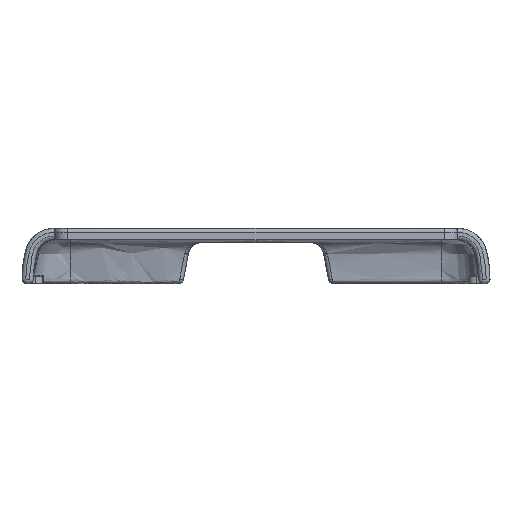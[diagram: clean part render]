
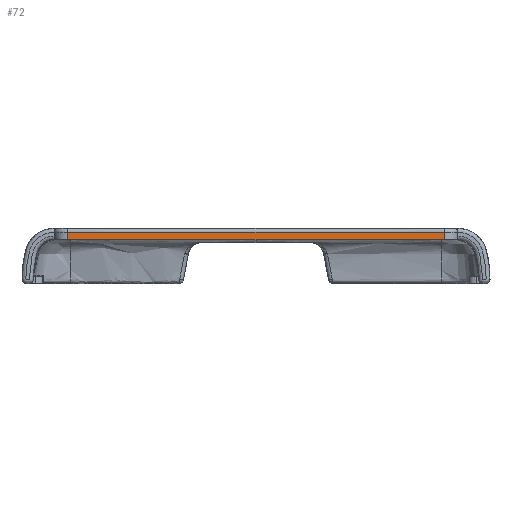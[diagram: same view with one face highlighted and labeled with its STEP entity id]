
A CAD part, front view. The second image highlights one B-rep face of the part: STEP entity #72.
In plain terms, the highlighted free-form (B-spline) face has degree [2, 1] with [5, 2] control points.
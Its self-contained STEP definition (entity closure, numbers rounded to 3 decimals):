
#72=ADVANCED_FACE('',(#207),#1961,.T.);
#207=FACE_OUTER_BOUND('',#342,.T.);
#342=EDGE_LOOP('',(#655,#656,#657,#658));
#655=ORIENTED_EDGE('',*,*,#1157,.F.);
#656=ORIENTED_EDGE('',*,*,#1167,.F.);
#657=ORIENTED_EDGE('',*,*,#1168,.T.);
#658=ORIENTED_EDGE('',*,*,#1164,.T.);
#1157=EDGE_CURVE('',#1756,#1762,#1529,.T.);
#1164=EDGE_CURVE('',#1767,#1762,#1536,.T.);
#1167=EDGE_CURVE('',#1769,#1756,#1539,.T.);
#1168=EDGE_CURVE('',#1769,#1767,#1540,.T.);
#1529=(
BOUNDED_CURVE()
B_SPLINE_CURVE(3,(#6166,#6167,#6168,#6169),.UNSPECIFIED.,.F.,.F.)
B_SPLINE_CURVE_WITH_KNOTS((4,4),(-41.664,0.),.UNSPECIFIED.)
CURVE()
GEOMETRIC_REPRESENTATION_ITEM()
RATIONAL_B_SPLINE_CURVE((1.,1.,1.,1.))
REPRESENTATION_ITEM('')
);
#1536=(
BOUNDED_CURVE()
B_SPLINE_CURVE(1,(#6206,#6207),.UNSPECIFIED.,.F.,.F.)
B_SPLINE_CURVE_WITH_KNOTS((2,2),(0.,0.838),.UNSPECIFIED.)
CURVE()
GEOMETRIC_REPRESENTATION_ITEM()
RATIONAL_B_SPLINE_CURVE((1.,1.))
REPRESENTATION_ITEM('')
);
#1539=(
BOUNDED_CURVE()
B_SPLINE_CURVE(1,(#6213,#6214),.UNSPECIFIED.,.F.,.F.)
B_SPLINE_CURVE_WITH_KNOTS((2,2),(0.,0.838),.UNSPECIFIED.)
CURVE()
GEOMETRIC_REPRESENTATION_ITEM()
RATIONAL_B_SPLINE_CURVE((1.,1.))
REPRESENTATION_ITEM('')
);
#1540=(
BOUNDED_CURVE()
B_SPLINE_CURVE(2,(#6215,#6216,#6217,#6218,#6219),.UNSPECIFIED.,.F.,.F.)
B_SPLINE_CURVE_WITH_KNOTS((3,2,3),(-20.832,0.,20.832),
 .UNSPECIFIED.)
CURVE()
GEOMETRIC_REPRESENTATION_ITEM()
RATIONAL_B_SPLINE_CURVE((1.,1.,1.,1.,1.))
REPRESENTATION_ITEM('')
);
#1756=VERTEX_POINT('',#5610);
#1762=VERTEX_POINT('',#5616);
#1767=VERTEX_POINT('',#5621);
#1769=VERTEX_POINT('',#5623);
#1961=(
BOUNDED_SURFACE()
B_SPLINE_SURFACE(2,1,((#2714,#2715),(#2716,#2717),(#2718,#2719),(#2720,
#2721),(#2722,#2723)),.UNSPECIFIED.,.F.,.F.,.F.)
B_SPLINE_SURFACE_WITH_KNOTS((3,2,3),(2,2),(-20.832,0.,20.832),
(0.,1.27),.UNSPECIFIED.)
GEOMETRIC_REPRESENTATION_ITEM()
RATIONAL_B_SPLINE_SURFACE(((1.,1.),(1.,1.),(1.,1.),(1.,1.),(1.,1.)))
REPRESENTATION_ITEM('')
SURFACE()
);
#2714=CARTESIAN_POINT('',(-20.832,0.31,4.351));
#2715=CARTESIAN_POINT('',(-20.832,0.31,5.621));
#2716=CARTESIAN_POINT('',(-10.416,0.31,4.351));
#2717=CARTESIAN_POINT('',(-10.416,0.31,5.621));
#2718=CARTESIAN_POINT('',(0.,0.31,4.351));
#2719=CARTESIAN_POINT('',(0.,0.31,5.621));
#2720=CARTESIAN_POINT('',(10.416,0.31,4.351));
#2721=CARTESIAN_POINT('',(10.416,0.31,5.621));
#2722=CARTESIAN_POINT('',(20.832,0.31,4.351));
#2723=CARTESIAN_POINT('',(20.832,0.31,5.621));
#5610=CARTESIAN_POINT('',(-20.832,0.31,5.189));
#5616=CARTESIAN_POINT('',(20.832,0.31,5.189));
#5621=CARTESIAN_POINT('',(20.832,0.31,4.351));
#5623=CARTESIAN_POINT('',(-20.832,0.31,4.351));
#6166=CARTESIAN_POINT('',(-20.832,0.31,5.189));
#6167=CARTESIAN_POINT('',(-6.944,0.31,5.189));
#6168=CARTESIAN_POINT('',(6.944,0.31,5.189));
#6169=CARTESIAN_POINT('',(20.832,0.31,5.189));
#6206=CARTESIAN_POINT('',(20.832,0.31,4.351));
#6207=CARTESIAN_POINT('',(20.832,0.31,5.189));
#6213=CARTESIAN_POINT('',(-20.832,0.31,4.351));
#6214=CARTESIAN_POINT('',(-20.832,0.31,5.189));
#6215=CARTESIAN_POINT('',(-20.832,0.31,4.351));
#6216=CARTESIAN_POINT('',(-10.416,0.31,4.351));
#6217=CARTESIAN_POINT('',(0.,0.31,4.351));
#6218=CARTESIAN_POINT('',(10.416,0.31,4.351));
#6219=CARTESIAN_POINT('',(20.832,0.31,4.351));
